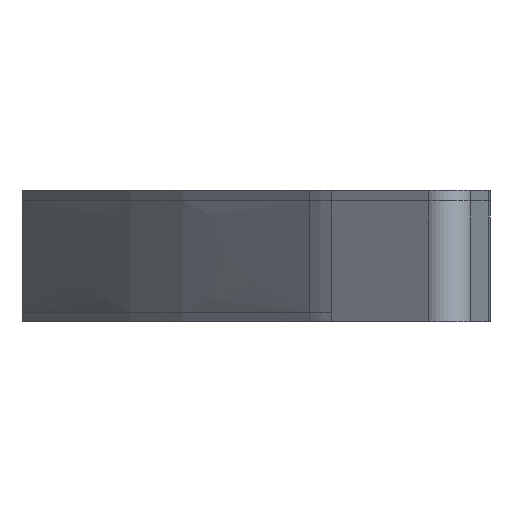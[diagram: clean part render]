
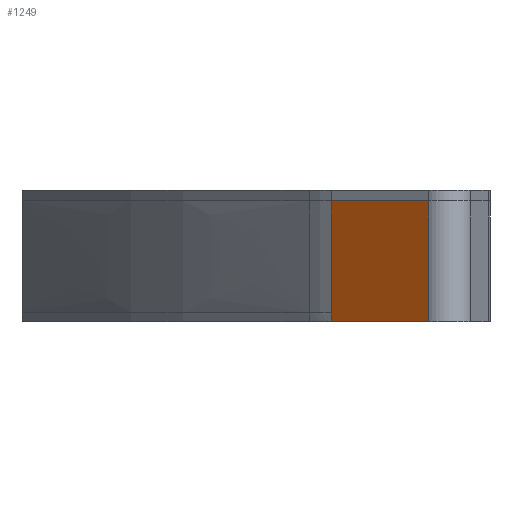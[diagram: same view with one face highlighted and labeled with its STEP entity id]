
A CAD part, front view. The second image highlights one B-rep face of the part: STEP entity #1249.
In plain terms, the highlighted planar face has unit normal (-0.645, -0.764, 0).
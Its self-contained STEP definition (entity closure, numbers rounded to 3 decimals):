
#74=FACE_OUTER_BOUND('',#141,.T.);
#141=EDGE_LOOP('',(#933,#934,#935,#936,#937));
#204=B_SPLINE_CURVE_WITH_KNOTS('',3,(#2248,#2249,#2250,#2251),
 .UNSPECIFIED.,.F.,.F.,(4,4),(0.,0.1),
 .UNSPECIFIED.);
#215=LINE('',#1960,#351);
#229=LINE('',#2062,#365);
#246=LINE('',#2231,#382);
#247=LINE('',#2253,#383);
#351=VECTOR('',#1400,10.);
#365=VECTOR('',#1438,10.);
#382=VECTOR('',#1485,10.);
#383=VECTOR('',#1488,10.);
#518=VERTEX_POINT('',#1951);
#519=VERTEX_POINT('',#1959);
#538=VERTEX_POINT('',#2054);
#551=VERTEX_POINT('',#2222);
#553=VERTEX_POINT('',#2229);
#640=EDGE_CURVE('',#519,#518,#215,.T.);
#666=EDGE_CURVE('',#538,#518,#229,.T.);
#694=EDGE_CURVE('',#553,#551,#246,.T.);
#695=EDGE_CURVE('',#551,#538,#204,.T.);
#696=EDGE_CURVE('',#553,#519,#247,.T.);
#933=ORIENTED_EDGE('',*,*,#640,.T.);
#934=ORIENTED_EDGE('',*,*,#666,.F.);
#935=ORIENTED_EDGE('',*,*,#695,.F.);
#936=ORIENTED_EDGE('',*,*,#694,.F.);
#937=ORIENTED_EDGE('',*,*,#696,.T.);
#1195=PLANE('',#1338);
#1249=ADVANCED_FACE('',(#74),#1195,.T.);
#1338=AXIS2_PLACEMENT_3D('',#2252,#1486,#1487);
#1400=DIRECTION('',(-0.764,0.645,0.));
#1438=DIRECTION('',(0.,0.,1.));
#1485=DIRECTION('',(-0.764,0.645,0.));
#1486=DIRECTION('center_axis',(-0.645,-0.764,0.));
#1487=DIRECTION('ref_axis',(0.764,-0.645,0.));
#1488=DIRECTION('',(0.,0.,1.));
#1951=CARTESIAN_POINT('',(-51.622,-55.163,13.8));
#1959=CARTESIAN_POINT('',(-40.507,-64.541,13.8));
#1960=CARTESIAN_POINT('',(-59.766,-48.291,13.8));
#2054=CARTESIAN_POINT('',(-51.622,-55.163,1.));
#2062=CARTESIAN_POINT('',(-51.622,-55.163,1.));
#2222=CARTESIAN_POINT('',(-51.622,-55.163,0.));
#2229=CARTESIAN_POINT('',(-40.507,-64.541,0.));
#2231=CARTESIAN_POINT('',(-40.507,-64.541,0.));
#2248=CARTESIAN_POINT('Ctrl Pts',(-51.622,-55.163,0.));
#2249=CARTESIAN_POINT('Ctrl Pts',(-51.622,-55.163,0.333));
#2250=CARTESIAN_POINT('Ctrl Pts',(-51.622,-55.163,0.667));
#2251=CARTESIAN_POINT('Ctrl Pts',(-51.622,-55.163,1.));
#2252=CARTESIAN_POINT('Origin',(-53.,-54.,0.));
#2253=CARTESIAN_POINT('',(-40.507,-64.541,0.));
